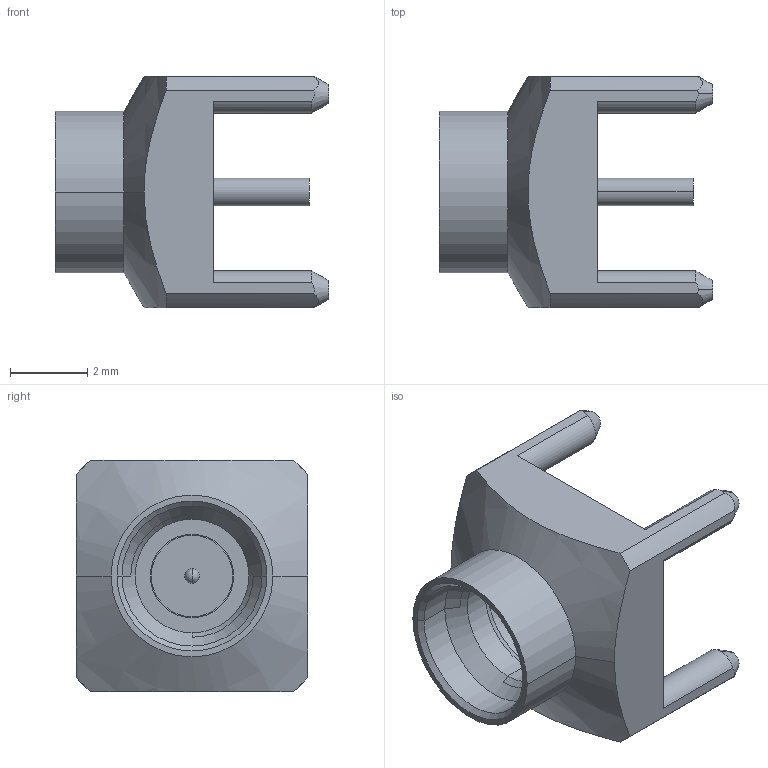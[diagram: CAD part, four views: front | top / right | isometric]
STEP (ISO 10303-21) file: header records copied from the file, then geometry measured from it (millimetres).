
FILE_DESCRIPTION((''),'2;1');
FILE_NAME('SMP-MSFD-PCT','2015-04-16T',('Rajagopal'),(''),'PRO/ENGINEER BY PARAMETRIC TECHNOLOGY CORPORATION, 2014440','PRO/ENGINEER BY PARAMETRIC TECHNOLOGY CORPORATION, 2014440','');
FILE_SCHEMA(('CONFIG_CONTROL_DESIGN'));
Length unit declared in the file: millimetre
Products named in the file (1): SMP-MSFD-PCT
Bounding box: 7.09 x 5.99 x 5.99 mm (x, y, z)
Surface area: 203.7 mm2 (no closed solid volume)
Topology: 0 solids, 5 shells, 54 faces, 146 edges, 97 vertices
Faces by surface type: cylinder 20, cone 18, plane 14, sphere 2
Entity records: 1864 total; most frequent: CARTESIAN_POINT 457, DIRECTION 300, ORIENTED_EDGE 272, EDGE_CURVE 144, AXIS2_PLACEMENT_3D 124, VERTEX_POINT 97, CIRCLE 70, EDGE_LOOP 59
